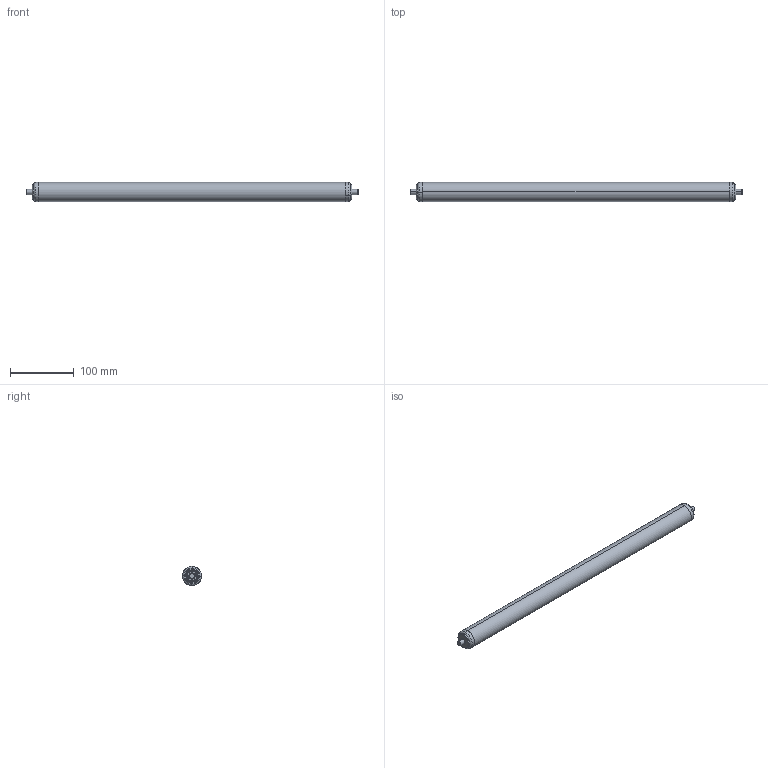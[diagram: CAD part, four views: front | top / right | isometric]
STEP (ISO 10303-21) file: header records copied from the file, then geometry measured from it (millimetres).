
FILE_DESCRIPTION (( 'STEP AP214' ), '1' );
FILE_NAME ('0034507.step', '2025-01-09T08:25:24', ( '' ), ( '' ), 'SwSTEP 2.0', 'SolidWorks 2020', '' );
FILE_SCHEMA (( 'AUTOMOTIVE_DESIGN' ));
Length unit declared in the file: millimetre
Products named in the file (1): 0034507
Bounding box: 520 x 30 x 30 mm (x, y, z)
Volume: 120419.5 mm3; surface area: 119576.6 mm2
Topology: 30 solids, 30 shells, 458 faces, 1280 edges, 826 vertices
Faces by surface type: plane 152, cylinder 120, sphere 120, torus 44, cone 20, bspline 2
Entity records: 23623 total; most frequent: CARTESIAN_POINT 7119, DIRECTION 2556, ORIENTED_EDGE 2228, AXIS2_PLACEMENT_3D 1137, EDGE_CURVE 1114, VERTEX_POINT 728, CIRCLE 680, EDGE_LOOP 490
